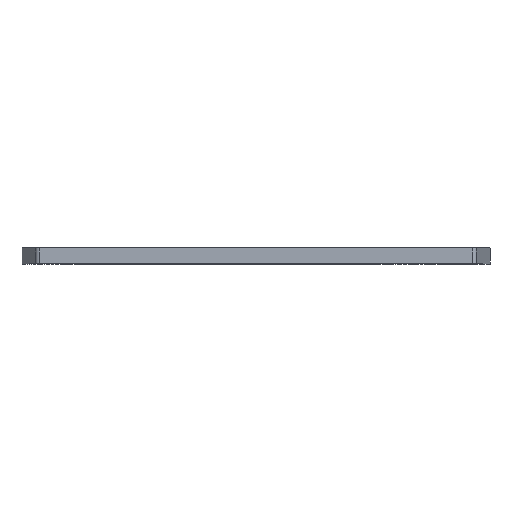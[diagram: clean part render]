
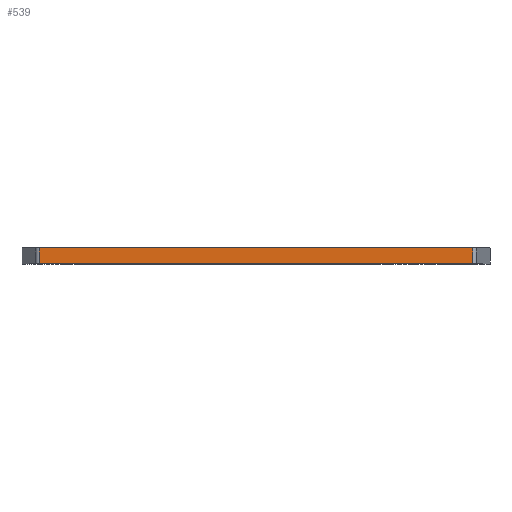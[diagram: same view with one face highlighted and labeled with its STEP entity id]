
A CAD part, top view. The second image highlights one B-rep face of the part: STEP entity #539.
In plain terms, the highlighted planar face has unit normal (0, 0, 1).
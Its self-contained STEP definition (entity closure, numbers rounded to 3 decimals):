
#41 = DIRECTION ( 'NONE',  ( 1., 0., 0. ) ) ;
#48 = DIRECTION ( 'NONE',  ( 0., 1., 0. ) ) ;
#51 = VERTEX_POINT ( 'NONE', #1002 ) ;
#84 = ORIENTED_EDGE ( 'NONE', *, *, #1559, .T. ) ;
#94 = DIRECTION ( 'NONE',  ( 0., -1., 0. ) ) ;
#179 = LINE ( 'NONE', #1170, #835 ) ;
#265 = EDGE_CURVE ( 'NONE', #1592, #724, #1404, .T. ) ;
#290 = DIRECTION ( 'NONE',  ( 0., 1., 0. ) ) ;
#327 = VERTEX_POINT ( 'NONE', #830 ) ;
#331 = CARTESIAN_POINT ( 'NONE',  ( 0., 10.153, 35.7 ) ) ;
#348 = CARTESIAN_POINT ( 'NONE',  ( 0., -44.453, 35.7 ) ) ;
#500 = VECTOR ( 'NONE', #1449, 1000. ) ;
#517 = CARTESIAN_POINT ( 'NONE',  ( 2., 10.153, 35.7 ) ) ;
#539 = ADVANCED_FACE ( 'NONE', ( #1356 ), #1220, .F. ) ;
#646 = VECTOR ( 'NONE', #290, 1000. ) ;
#650 = CARTESIAN_POINT ( 'NONE',  ( 0., -44.453, 35.7 ) ) ;
#724 = VERTEX_POINT ( 'NONE', #517 ) ;
#781 = CARTESIAN_POINT ( 'NONE',  ( 2., -44.453, 35.7 ) ) ;
#830 = CARTESIAN_POINT ( 'NONE',  ( 0., -44.453, 35.7 ) ) ;
#835 = VECTOR ( 'NONE', #48, 1000. ) ;
#858 = EDGE_CURVE ( 'NONE', #327, #51, #179, .T. ) ;
#929 = ORIENTED_EDGE ( 'NONE', *, *, #858, .F. ) ;
#944 = LINE ( 'NONE', #331, #500 ) ;
#1002 = CARTESIAN_POINT ( 'NONE',  ( 0., 10.153, 35.7 ) ) ;
#1012 = ORIENTED_EDGE ( 'NONE', *, *, #1616, .F. ) ;
#1026 = CARTESIAN_POINT ( 'NONE',  ( 2., -44.453, 35.7 ) ) ;
#1039 = AXIS2_PLACEMENT_3D ( 'NONE', #348, #1348, #94 ) ;
#1163 = LINE ( 'NONE', #650, #1362 ) ;
#1165 = EDGE_LOOP ( 'NONE', ( #1012, #929, #84, #1406 ) ) ;
#1170 = CARTESIAN_POINT ( 'NONE',  ( 0., -44.453, 35.7 ) ) ;
#1220 = PLANE ( 'NONE',  #1039 ) ;
#1348 = DIRECTION ( 'NONE',  ( 0., 0., -1. ) ) ;
#1356 = FACE_OUTER_BOUND ( 'NONE', #1165, .T. ) ;
#1362 = VECTOR ( 'NONE', #41, 1000. ) ;
#1404 = LINE ( 'NONE', #781, #646 ) ;
#1406 = ORIENTED_EDGE ( 'NONE', *, *, #265, .T. ) ;
#1449 = DIRECTION ( 'NONE',  ( 1., 0., 0. ) ) ;
#1559 = EDGE_CURVE ( 'NONE', #327, #1592, #1163, .T. ) ;
#1592 = VERTEX_POINT ( 'NONE', #1026 ) ;
#1616 = EDGE_CURVE ( 'NONE', #51, #724, #944, .T. ) ;
